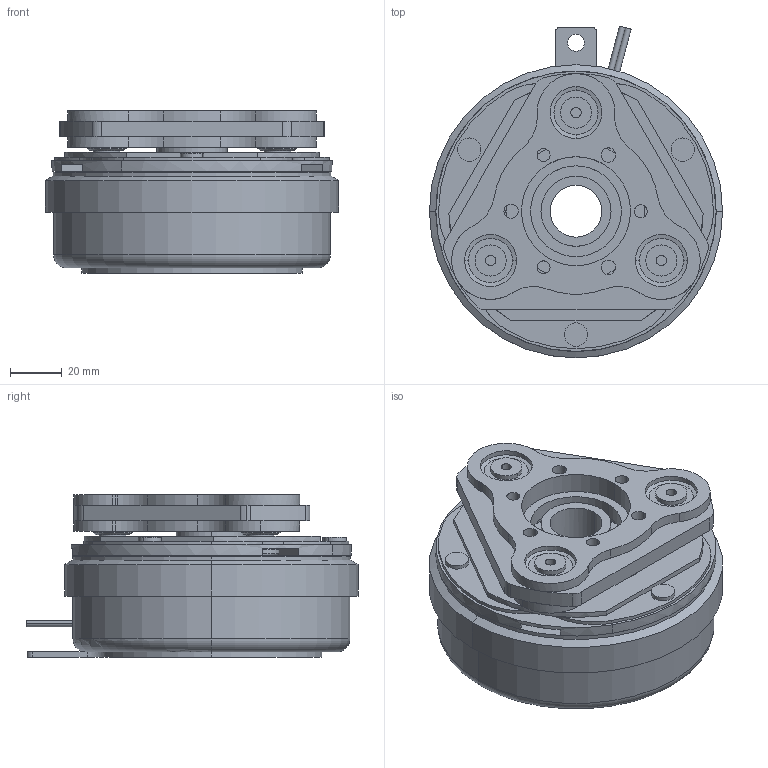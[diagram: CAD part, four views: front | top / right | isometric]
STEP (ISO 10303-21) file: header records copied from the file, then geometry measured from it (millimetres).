
FILE_DESCRIPTION (( 'STEP AP203' ), '1' );
FILE_NAME ('VCEHA 2.5_23660600.STEP', '2016-06-24T01:04:45', ( ' ' ), ( '' ), 'SwSTEP 2.0', 'SolidWorks 2009', '' );
FILE_SCHEMA (( 'CONFIG_CONTROL_DESIGN' ));
Length unit declared in the file: millimetre
Products named in the file (1): VCEHA 2.5_23660600
Bounding box: 113 x 127.95 x 62.5 mm (x, y, z)
Volume: 427278 mm3; surface area: 77988.2 mm2
Topology: 3 solids, 3 shells, 339 faces, 843 edges, 542 vertices
Faces by surface type: cylinder 217, plane 98, cone 20, torus 4
Entity records: 10451 total; most frequent: DIRECTION 2044, CARTESIAN_POINT 1761, ORIENTED_EDGE 1686, AXIS2_PLACEMENT_3D 873, EDGE_CURVE 843, VERTEX_POINT 542, CIRCLE 533, EDGE_LOOP 399
